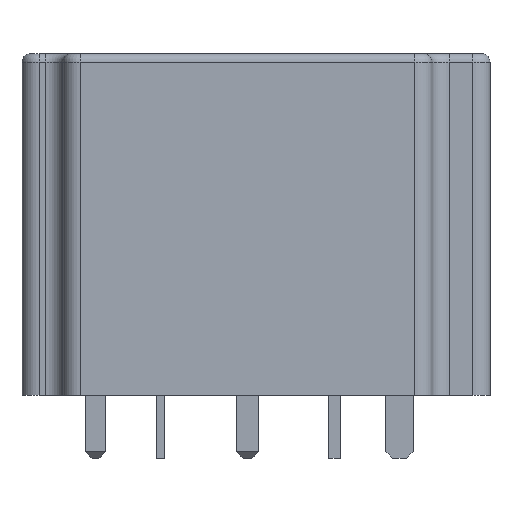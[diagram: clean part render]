
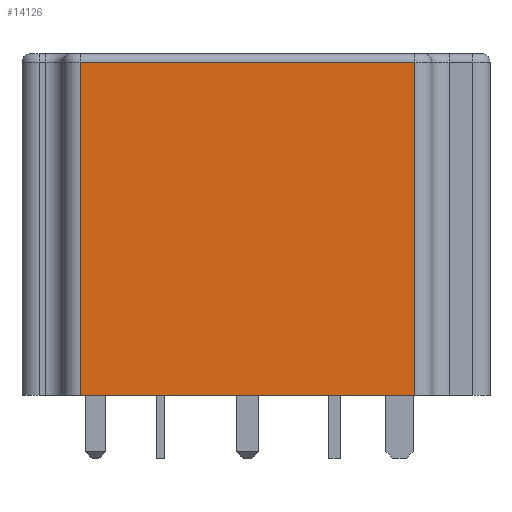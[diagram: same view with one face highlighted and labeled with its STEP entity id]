
A CAD part, front view. The second image highlights one B-rep face of the part: STEP entity #14126.
In plain terms, the highlighted planar face has unit normal (0, -1, 0).
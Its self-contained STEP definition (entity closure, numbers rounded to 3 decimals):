
#85 = ORIENTED_EDGE ( 'NONE', *, *, #7612, .T. ) ;
#990 = CARTESIAN_POINT ( 'NONE',  ( 9.8, 0., 0. ) ) ;
#2039 = CARTESIAN_POINT ( 'NONE',  ( -9.8, 0., 20. ) ) ;
#2045 = PLANE ( 'NONE',  #14383 ) ;
#2120 = VERTEX_POINT ( 'NONE', #990 ) ;
#2888 = CARTESIAN_POINT ( 'NONE',  ( 9.8, 0., 19.5 ) ) ;
#3163 = VERTEX_POINT ( 'NONE', #10501 ) ;
#3189 = DIRECTION ( 'NONE',  ( 0., 0., -1. ) ) ;
#3819 = LINE ( 'NONE', #16228, #9189 ) ;
#3837 = EDGE_CURVE ( 'NONE', #8041, #2120, #3819, .T. ) ;
#4002 = DIRECTION ( 'NONE',  ( 0., 0., -1. ) ) ;
#4894 = DIRECTION ( 'NONE',  ( 0., 1., 0. ) ) ;
#5963 = EDGE_CURVE ( 'NONE', #7263, #3163, #15600, .T. ) ;
#7263 = VERTEX_POINT ( 'NONE', #7335 ) ;
#7335 = CARTESIAN_POINT ( 'NONE',  ( -9.8, 0., 19.5 ) ) ;
#7477 = DIRECTION ( 'NONE',  ( -1., 0., 0. ) ) ;
#7612 = EDGE_CURVE ( 'NONE', #3163, #2120, #14194, .T. ) ;
#8041 = VERTEX_POINT ( 'NONE', #17346 ) ;
#8689 = EDGE_LOOP ( 'NONE', ( #10511, #16965, #16479, #85 ) ) ;
#9189 = VECTOR ( 'NONE', #4002, 1000. ) ;
#9554 = VECTOR ( 'NONE', #3189, 1000. ) ;
#10501 = CARTESIAN_POINT ( 'NONE',  ( -9.8, 0., 0. ) ) ;
#10511 = ORIENTED_EDGE ( 'NONE', *, *, #3837, .F. ) ;
#11755 = CARTESIAN_POINT ( 'NONE',  ( 9.8, 0., 0. ) ) ;
#12180 = LINE ( 'NONE', #2888, #12697 ) ;
#12186 = VECTOR ( 'NONE', #15611, 1000. ) ;
#12697 = VECTOR ( 'NONE', #15041, 1000. ) ;
#12910 = CARTESIAN_POINT ( 'NONE',  ( 9.8, 0., 20. ) ) ;
#14126 = ADVANCED_FACE ( 'NONE', ( #15783 ), #2045, .F. ) ;
#14194 = LINE ( 'NONE', #11755, #12186 ) ;
#14383 = AXIS2_PLACEMENT_3D ( 'NONE', #12910, #4894, #7477 ) ;
#15041 = DIRECTION ( 'NONE',  ( -1., 0., 0. ) ) ;
#15600 = LINE ( 'NONE', #2039, #9554 ) ;
#15611 = DIRECTION ( 'NONE',  ( 1., 0., 0. ) ) ;
#15783 = FACE_OUTER_BOUND ( 'NONE', #8689, .T. ) ;
#15852 = EDGE_CURVE ( 'NONE', #8041, #7263, #12180, .T. ) ;
#16228 = CARTESIAN_POINT ( 'NONE',  ( 9.8, 0., 20. ) ) ;
#16479 = ORIENTED_EDGE ( 'NONE', *, *, #5963, .T. ) ;
#16965 = ORIENTED_EDGE ( 'NONE', *, *, #15852, .T. ) ;
#17346 = CARTESIAN_POINT ( 'NONE',  ( 9.8, 0., 19.5 ) ) ;
